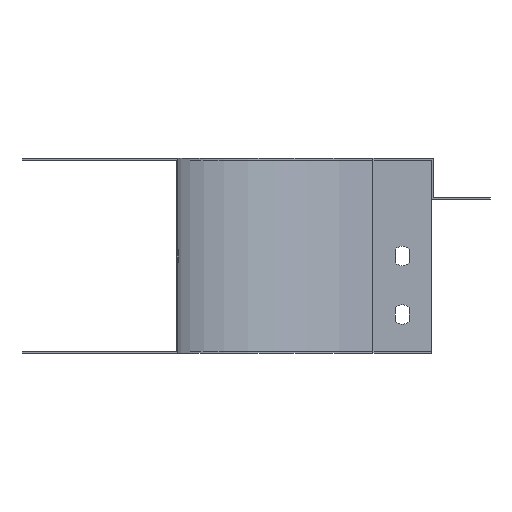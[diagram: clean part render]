
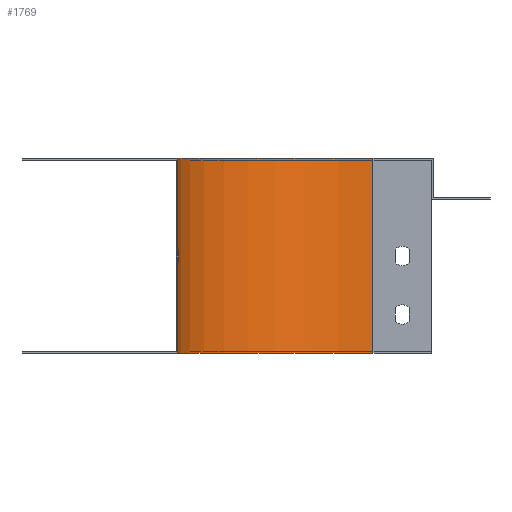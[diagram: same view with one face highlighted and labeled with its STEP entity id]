
A CAD part, left-side view. The second image highlights one B-rep face of the part: STEP entity #1769.
In plain terms, the highlighted cylindrical face has radius 100 mm (diameter 200 mm), a partial arc.
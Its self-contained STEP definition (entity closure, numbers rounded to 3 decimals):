
#137 = FACE_OUTER_BOUND ( 'NONE', #782, .T. ) ;
#142 = CYLINDRICAL_SURFACE ( 'NONE', #2459, 100. ) ;
#182 = LINE ( 'NONE', #1001, #207 ) ;
#207 = VECTOR ( 'NONE', #996, 1000. ) ;
#714 = VERTEX_POINT ( 'NONE', #2268 ) ;
#716 = VERTEX_POINT ( 'NONE', #2267 ) ;
#782 = EDGE_LOOP ( 'NONE', ( #2239, #2238, #2237, #2236 ) ) ;
#996 = DIRECTION ( 'NONE',  ( 0., 0., -1. ) ) ;
#1001 = CARTESIAN_POINT ( 'NONE',  ( -100., 130., 1. ) ) ;
#1053 = VERTEX_POINT ( 'NONE', #2276 ) ;
#1055 = VERTEX_POINT ( 'NONE', #2280 ) ;
#1128 = AXIS2_PLACEMENT_3D ( 'NONE', #1976, #1973, #1971 ) ;
#1129 = AXIS2_PLACEMENT_3D ( 'NONE', #2467, #2466, #2465 ) ;
#1194 = DIRECTION ( 'NONE',  ( -1., 0., 0. ) ) ;
#1209 = CARTESIAN_POINT ( 'NONE',  ( -100., 30., 1. ) ) ;
#1210 = DIRECTION ( 'NONE',  ( 0., 0., -1. ) ) ;
#1429 = EDGE_CURVE ( 'NONE', #714, #1055, #2646, .T. ) ;
#1430 = EDGE_CURVE ( 'NONE', #1053, #1055, #2644, .T. ) ;
#1431 = EDGE_CURVE ( 'NONE', #716, #1053, #2648, .T. ) ;
#1769 = ADVANCED_FACE ( 'NONE', ( #137 ), #142, .F. ) ;
#1971 = DIRECTION ( 'NONE',  ( -1., 0., 0. ) ) ;
#1973 = DIRECTION ( 'NONE',  ( 0., 0., -1. ) ) ;
#1976 = CARTESIAN_POINT ( 'NONE',  ( -100., 30., 1. ) ) ;
#2018 = EDGE_CURVE ( 'NONE', #716, #714, #182, .T. ) ;
#2236 = ORIENTED_EDGE ( 'NONE', *, *, #1431, .F. ) ;
#2237 = ORIENTED_EDGE ( 'NONE', *, *, #1430, .F. ) ;
#2238 = ORIENTED_EDGE ( 'NONE', *, *, #1429, .T. ) ;
#2239 = ORIENTED_EDGE ( 'NONE', *, *, #2018, .T. ) ;
#2267 = CARTESIAN_POINT ( 'NONE',  ( -100., 130., 1. ) ) ;
#2268 = CARTESIAN_POINT ( 'NONE',  ( -100., 130., -99. ) ) ;
#2276 = CARTESIAN_POINT ( 'NONE',  ( 0., 30., 1. ) ) ;
#2280 = CARTESIAN_POINT ( 'NONE',  ( 0., 30., -99. ) ) ;
#2459 = AXIS2_PLACEMENT_3D ( 'NONE', #1209, #1210, #1194 ) ;
#2465 = DIRECTION ( 'NONE',  ( -1., 0., 0. ) ) ;
#2466 = DIRECTION ( 'NONE',  ( 0., 0., -1. ) ) ;
#2467 = CARTESIAN_POINT ( 'NONE',  ( -100., 30., -99. ) ) ;
#2469 = CARTESIAN_POINT ( 'NONE',  ( 0., 30., 1. ) ) ;
#2472 = DIRECTION ( 'NONE',  ( 0., 0., -1. ) ) ;
#2644 = LINE ( 'NONE', #2469, #2650 ) ;
#2646 = CIRCLE ( 'NONE', #1129, 100. ) ;
#2648 = CIRCLE ( 'NONE', #1128, 100. ) ;
#2650 = VECTOR ( 'NONE', #2472, 1000. ) ;
